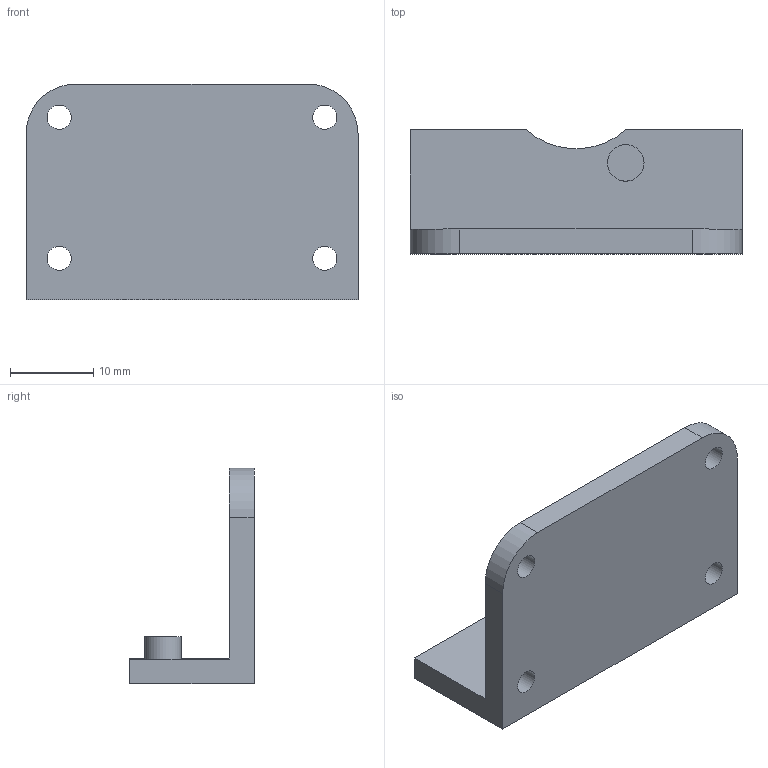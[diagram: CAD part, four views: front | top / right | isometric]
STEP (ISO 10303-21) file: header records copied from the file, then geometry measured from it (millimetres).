
FILE_DESCRIPTION(('FreeCAD Model'),'2;1');
FILE_NAME('drill_gear_p_f_griper_base.step','2015-03-25T09:46:42',('Author'),(''), 'Open CASCADE STEP processor 6.7','FreeCAD','Unknown');
FILE_SCHEMA(('AUTOMOTIVE_DESIGN_CC2 { 1 2 10303 214 -1 1 5 4 }'));
Length unit declared in the file: millimetre
Products named in the file (1): drill_gear_p_f_gripper_base
Bounding box: 40 x 15 x 26 mm (x, y, z)
Volume: 4418.9 mm3; surface area: 3521.1 mm2
Topology: 1 solids, 1 shells, 18 faces, 45 edges, 30 vertices
Faces by surface type: plane 10, cylinder 8
Full cylindrical faces by diameter (mm): 2.9 x4, 4.4 x1
Entity records: 1182 total; most frequent: CARTESIAN_POINT 214, DIRECTION 184, LINE 103, VECTOR 103, ORIENTED_EDGE 90, PCURVE 90, DEFINITIONAL_REPRESENTATION 90, EDGE_CURVE 45
